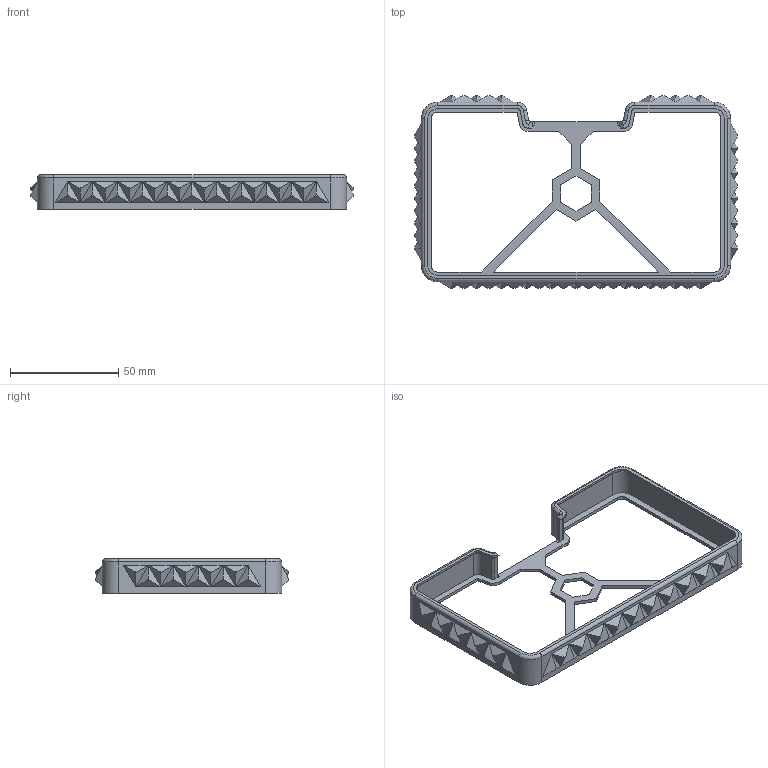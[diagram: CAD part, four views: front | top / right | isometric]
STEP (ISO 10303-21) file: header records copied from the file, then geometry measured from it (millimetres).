
FILE_DESCRIPTION(/* description */ (''),/* implementation_level */ '2;1');
FILE_NAME(/* name */ 'NeoTrellis M4 Bumper.step',/* time_stamp */ '2018-11-26T13:25:19-05:00',/* author */ ('Adafruit'),/* organization */ (''),/* preprocessor_version */ 'ST-DEVELOPER v17.2',/* originating_system */ 'Autodesk Translation Framework v7.6.0.251',/* authorisation */ '');
FILE_SCHEMA (('AUTOMOTIVE_DESIGN { 1 0 10303 214 3 1 1 }'));
Length unit declared in the file: millimetre
Products named in the file (2): NeoTrellis M4 Bumper; Bumper
Assembly tree (1 placements, depth 2):
  NeoTrellis M4 Bumper
    Bumper
Bounding box: 149 x 89 x 16 mm (x, y, z)
Volume: 16953.7 mm3; surface area: 20673.5 mm2
Topology: 1 solids, 1 shells, 310 faces, 779 edges, 484 vertices
Faces by surface type: plane 255, bspline 42, cylinder 11, torus 2
Entity records: 10065 total; most frequent: CARTESIAN_POINT 2865, ORIENTED_EDGE 1558, DIRECTION 1275, EDGE_CURVE 779, LINE 685, VECTOR 685, VERTEX_POINT 484, EDGE_LOOP 331
